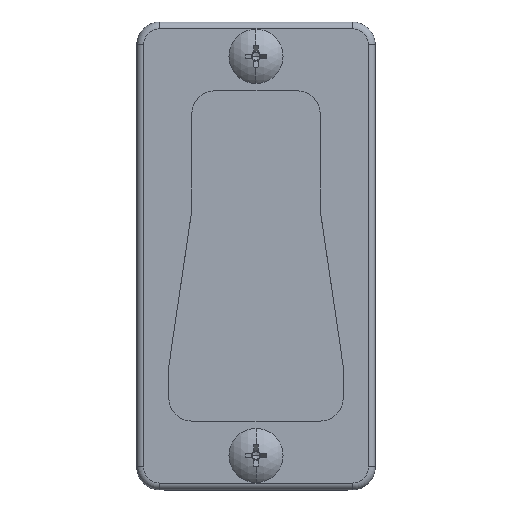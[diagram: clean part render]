
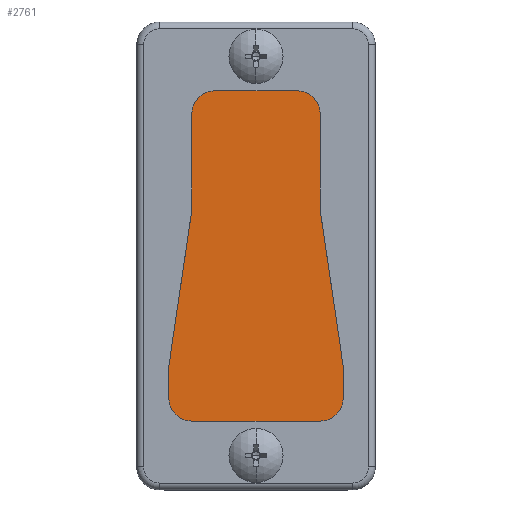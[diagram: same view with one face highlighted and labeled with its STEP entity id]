
A CAD part, top view. The second image highlights one B-rep face of the part: STEP entity #2761.
In plain terms, the highlighted planar face has unit normal (0, 0, 1).
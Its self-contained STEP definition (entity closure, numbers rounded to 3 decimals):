
#253 = VERTEX_POINT ( 'NONE', #4297 ) ;
#488 = VERTEX_POINT ( 'NONE', #2028 ) ;
#1052 = ORIENTED_EDGE ( 'NONE', *, *, #2517, .T. ) ;
#1113 = EDGE_CURVE ( 'NONE', #2337, #1528, #4902, .T. ) ;
#1528 = VERTEX_POINT ( 'NONE', #4139 ) ;
#1831 = DIRECTION ( 'NONE',  ( -1., 0., 0. ) ) ;
#2027 = ORIENTED_EDGE ( 'NONE', *, *, #1113, .F. ) ;
#2028 = CARTESIAN_POINT ( 'NONE',  ( 19.5, 36., -14.5 ) ) ;
#2143 = DIRECTION ( 'NONE',  ( 0., -1., 0. ) ) ;
#2337 = VERTEX_POINT ( 'NONE', #2940 ) ;
#2413 = CARTESIAN_POINT ( 'NONE',  ( 20., 36., -14.5 ) ) ;
#2494 = FACE_OUTER_BOUND ( 'NONE', #4105, .T. ) ;
#2517 = EDGE_CURVE ( 'NONE', #488, #253, #3011, .T. ) ;
#2640 = AXIS2_PLACEMENT_3D ( 'NONE', #4663, #4085, #3515 ) ;
#2712 = CARTESIAN_POINT ( 'NONE',  ( -19.5, 36., -14.5 ) ) ;
#2761 = ADVANCED_FACE ( 'NONE', ( #2494 ), #5248, .F. ) ;
#2800 = ORIENTED_EDGE ( 'NONE', *, *, #3426, .T. ) ;
#2821 = ORIENTED_EDGE ( 'NONE', *, *, #3070, .F. ) ;
#2890 = VECTOR ( 'NONE', #1831, 1000. ) ;
#2940 = CARTESIAN_POINT ( 'NONE',  ( 19.5, -36., -14.5 ) ) ;
#3011 = LINE ( 'NONE', #2413, #2890 ) ;
#3070 = EDGE_CURVE ( 'NONE', #488, #2337, #5211, .T. ) ;
#3287 = LINE ( 'NONE', #2712, #3648 ) ;
#3426 = EDGE_CURVE ( 'NONE', #253, #1528, #3287, .T. ) ;
#3515 = DIRECTION ( 'NONE',  ( -1., 0., 0. ) ) ;
#3648 = VECTOR ( 'NONE', #2143, 1000. ) ;
#3738 = DIRECTION ( 'NONE',  ( -1., 0., 0. ) ) ;
#4047 = DIRECTION ( 'NONE',  ( 0., -1., 0. ) ) ;
#4085 = DIRECTION ( 'NONE',  ( 0., 0., -1. ) ) ;
#4105 = EDGE_LOOP ( 'NONE', ( #2800, #2027, #2821, #1052 ) ) ;
#4139 = CARTESIAN_POINT ( 'NONE',  ( -19.5, -36., -14.5 ) ) ;
#4297 = CARTESIAN_POINT ( 'NONE',  ( -19.5, 36., -14.5 ) ) ;
#4330 = CARTESIAN_POINT ( 'NONE',  ( 20., -36., -14.5 ) ) ;
#4616 = CARTESIAN_POINT ( 'NONE',  ( 19.5, 36., -14.5 ) ) ;
#4663 = CARTESIAN_POINT ( 'NONE',  ( 20., 36., -14.5 ) ) ;
#4902 = LINE ( 'NONE', #4330, #5400 ) ;
#4947 = VECTOR ( 'NONE', #4047, 1000. ) ;
#5211 = LINE ( 'NONE', #4616, #4947 ) ;
#5248 = PLANE ( 'NONE',  #2640 ) ;
#5400 = VECTOR ( 'NONE', #3738, 1000. ) ;
